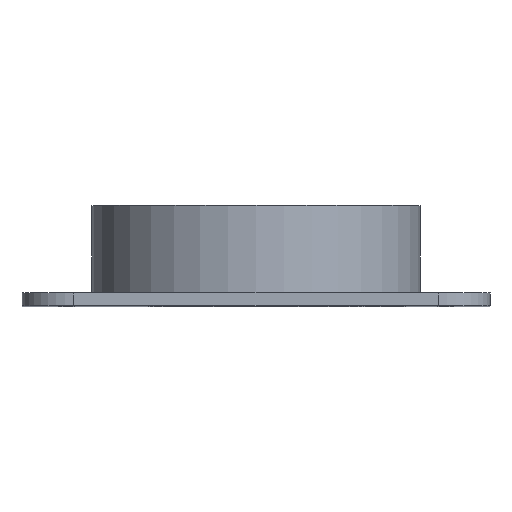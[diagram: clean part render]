
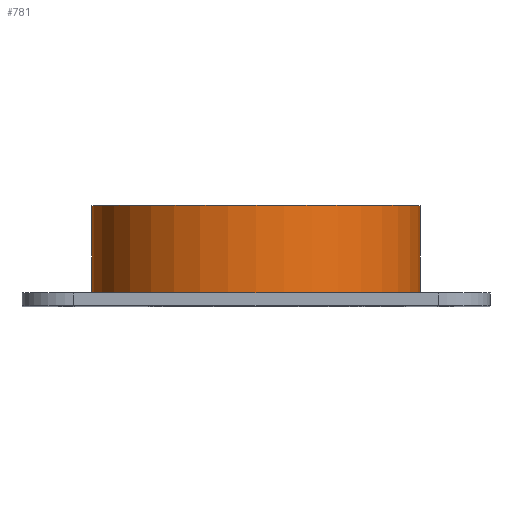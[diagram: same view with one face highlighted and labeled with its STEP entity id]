
A CAD part, top view. The second image highlights one B-rep face of the part: STEP entity #781.
In plain terms, the highlighted cylindrical face has radius 25.25 mm (diameter 50.5 mm), a full revolution.
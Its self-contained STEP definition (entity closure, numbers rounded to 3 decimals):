
#168=CYLINDRICAL_SURFACE('',#853,25.25);
#194=FACE_BOUND('',#310,.T.);
#241=FACE_OUTER_BOUND('',#309,.T.);
#309=EDGE_LOOP('',(#696));
#310=EDGE_LOOP('',(#697));
#322=CIRCLE('',#792,25.25);
#344=CIRCLE('',#854,25.25);
#350=VERTEX_POINT('',#1083);
#416=VERTEX_POINT('',#1281);
#422=EDGE_CURVE('',#350,#350,#322,.T.);
#514=EDGE_CURVE('',#416,#416,#344,.T.);
#696=ORIENTED_EDGE('',*,*,#422,.F.);
#697=ORIENTED_EDGE('',*,*,#514,.F.);
#781=ADVANCED_FACE('',(#241,#194),#168,.T.);
#792=AXIS2_PLACEMENT_3D('',#1084,#872,#873);
#853=AXIS2_PLACEMENT_3D('',#1280,#1064,#1065);
#854=AXIS2_PLACEMENT_3D('',#1282,#1066,#1067);
#872=DIRECTION('center_axis',(0.,1.,0.));
#873=DIRECTION('ref_axis',(-1.,0.,0.));
#1064=DIRECTION('center_axis',(0.,1.,0.));
#1065=DIRECTION('ref_axis',(-1.,0.,0.));
#1066=DIRECTION('center_axis',(0.,-1.,0.));
#1067=DIRECTION('ref_axis',(-1.,0.,0.));
#1083=CARTESIAN_POINT('',(25.25,15.5,0.));
#1084=CARTESIAN_POINT('Origin',(0.,15.5,0.));
#1280=CARTESIAN_POINT('Origin',(0.,2.,0.));
#1281=CARTESIAN_POINT('',(25.25,2.,0.));
#1282=CARTESIAN_POINT('Origin',(0.,2.,0.));
